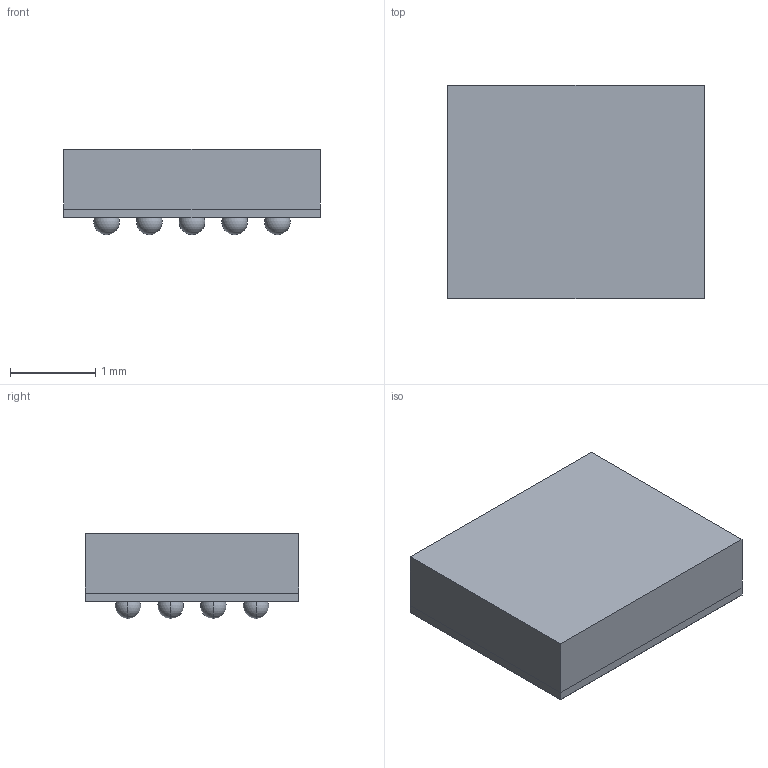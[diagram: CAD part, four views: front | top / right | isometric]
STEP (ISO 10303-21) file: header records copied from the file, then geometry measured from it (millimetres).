
FILE_DESCRIPTION((''),'2;1');
FILE_NAME('NME0020A_ASM','2023-05-09T08:12:52',('a0412086'),(''),'CREO PARAMETRIC BY PTC INC, 2018500','CREO PARAMETRIC BY PTC INC, 2018500','');
FILE_SCHEMA(('CONFIG_CONTROL_DESIGN','SHAPE_APPEARANCE_LAYERS_GROUPS'));
Length unit declared in the file: millimetre
Products named in the file (6): BODY; SUBSTRATE_BGA; SOLDER_BALL; PIN1_AREA; SMASK_BTM_BGA; NME0020A_ASM
Assembly tree (24 placements, depth 2):
  NME0020A_ASM
    BODY
    SUBSTRATE_BGA
    SOLDER_BALL  x20
    PIN1_AREA
    SMASK_BTM_BGA
Bounding box: 3 x 2.5 x 1 mm (x, y, z)
Volume: 6.2 mm3; surface area: 58.8 mm2
Topology: 23 solids, 23 shells, 78 faces, 156 edges, 84 vertices
Faces by surface type: sphere 40, plane 38
Entity records: 1021 total; most frequent: DIRECTION 146, CARTESIAN_POINT 118, ORIENTED_EDGE 80, AXIS2_PLACEMENT_3D 55, PRESENTATION_STYLE_ASSIGNMENT 45, STYLED_ITEM 44, CURVE_STYLE 40, EDGE_CURVE 40
